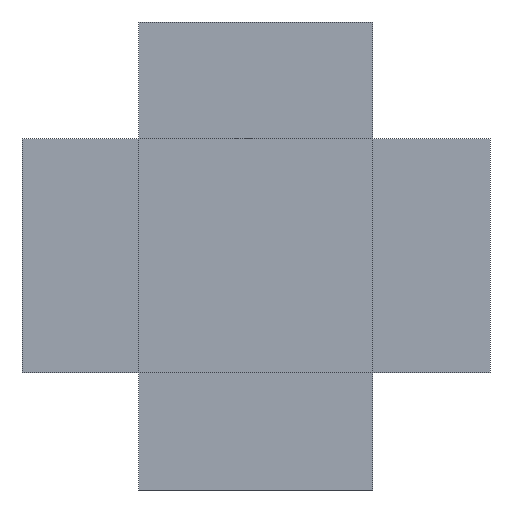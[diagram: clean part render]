
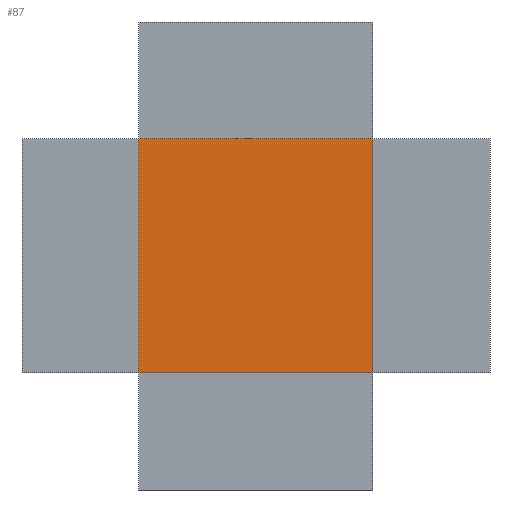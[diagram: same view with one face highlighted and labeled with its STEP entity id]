
A CAD part, left-side view. The second image highlights one B-rep face of the part: STEP entity #87.
In plain terms, the highlighted planar face has unit normal (-1, 0, 0).
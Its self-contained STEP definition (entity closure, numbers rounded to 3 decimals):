
#87=ADVANCED_FACE('',(#109),#110,.F.);
#109=FACE_OUTER_BOUND('',#145,.T.);
#110=PLANE('',#146);
#145=EDGE_LOOP('',(#196,#197,#198,#199));
#146=AXIS2_PLACEMENT_3D('',#200,#201,#202);
#196=ORIENTED_EDGE('',*,*,#311,.T.);
#197=ORIENTED_EDGE('',*,*,#307,.F.);
#198=ORIENTED_EDGE('',*,*,#309,.F.);
#199=ORIENTED_EDGE('',*,*,#303,.F.);
#200=CARTESIAN_POINT('',(-5.0,0.0,0.0));
#201=DIRECTION('',(1.0,0.0,0.0));
#202=DIRECTION('',(0.0,0.0,-1.0));
#303=EDGE_CURVE('',#340,#342,#343,.T.);
#307=EDGE_CURVE('',#348,#350,#351,.T.);
#309=EDGE_CURVE('',#342,#348,#353,.T.);
#311=EDGE_CURVE('',#340,#350,#355,.T.);
#340=VERTEX_POINT('',#401);
#342=VERTEX_POINT('',#404);
#343=LINE('',#405,#406);
#348=VERTEX_POINT('',#413);
#350=VERTEX_POINT('',#416);
#351=LINE('',#417,#418);
#353=LINE('',#421,#422);
#355=LINE('',#425,#426);
#401=CARTESIAN_POINT('',(-5.0,5.0,5.0));
#404=CARTESIAN_POINT('',(-5.0,-5.0,5.0));
#405=CARTESIAN_POINT('',(-5.0,0.0,5.0));
#406=VECTOR('',#495,1.0);
#413=CARTESIAN_POINT('',(-5.0,-5.0,-5.0));
#416=CARTESIAN_POINT('',(-5.0,5.0,-5.0));
#417=CARTESIAN_POINT('',(-5.0,0.0,-5.0));
#418=VECTOR('',#499,1.0);
#421=CARTESIAN_POINT('',(-5.0,-5.0,0.0));
#422=VECTOR('',#501,1.0);
#425=CARTESIAN_POINT('',(-5.0,5.0,0.0));
#426=VECTOR('',#503,1.0);
#495=DIRECTION('',(0.0,-1.0,0.0));
#499=DIRECTION('',(0.0,1.0,0.0));
#501=DIRECTION('',(0.0,0.0,-1.0));
#503=DIRECTION('',(0.0,0.0,-1.0));
